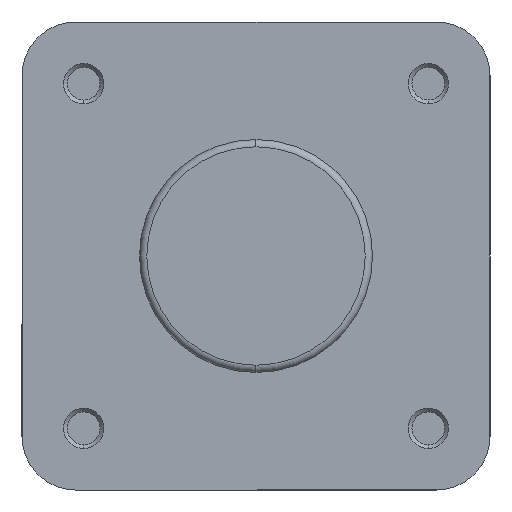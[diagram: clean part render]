
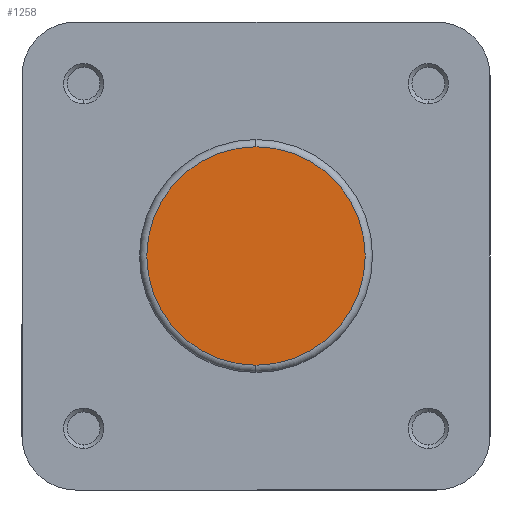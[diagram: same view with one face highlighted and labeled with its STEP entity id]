
A CAD part, left-side view. The second image highlights one B-rep face of the part: STEP entity #1258.
In plain terms, the highlighted planar face has unit normal (-1, 0, 0).
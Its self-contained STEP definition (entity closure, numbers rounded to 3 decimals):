
#280 = PLANE ( 'NONE',  #2474 ) ;
#285 = CARTESIAN_POINT ( 'NONE',  ( 0., 23.9, 0. ) ) ;
#300 = DIRECTION ( 'NONE',  ( 1., 0., 0. ) ) ;
#934 = ORIENTED_EDGE ( 'NONE', *, *, #2308, .T. ) ;
#950 = ORIENTED_EDGE ( 'NONE', *, *, #2246, .T. ) ;
#1258 = ADVANCED_FACE ( 'NONE', ( #3142 ), #280, .F. ) ;
#1417 = VERTEX_POINT ( 'NONE', #4268 ) ;
#1425 = VERTEX_POINT ( 'NONE', #4276 ) ;
#1569 = CIRCLE ( 'NONE', #2725, 22.4 ) ;
#1660 = CIRCLE ( 'NONE', #2761, 22.4 ) ;
#2246 = EDGE_CURVE ( 'NONE', #1417, #1425, #1569, .T. ) ;
#2308 = EDGE_CURVE ( 'NONE', #1425, #1417, #1660, .T. ) ;
#2474 = AXIS2_PLACEMENT_3D ( 'NONE', #285, #300, #5159 ) ;
#2725 = AXIS2_PLACEMENT_3D ( 'NONE', #4690, #4699, #4700 ) ;
#2761 = AXIS2_PLACEMENT_3D ( 'NONE', #4853, #4854, #4855 ) ;
#2929 = EDGE_LOOP ( 'NONE', ( #950, #934 ) ) ;
#3142 = FACE_OUTER_BOUND ( 'NONE', #2929, .T. ) ;
#4268 = CARTESIAN_POINT ( 'NONE',  ( 0., 0., -22.4 ) ) ;
#4276 = CARTESIAN_POINT ( 'NONE',  ( 0., 0., 22.4 ) ) ;
#4690 = CARTESIAN_POINT ( 'NONE',  ( 0., 0., 0. ) ) ;
#4699 = DIRECTION ( 'NONE',  ( -1., 0., 0. ) ) ;
#4700 = DIRECTION ( 'NONE',  ( 0., 0., -1. ) ) ;
#4853 = CARTESIAN_POINT ( 'NONE',  ( 0., 0., 0. ) ) ;
#4854 = DIRECTION ( 'NONE',  ( -1., 0., 0. ) ) ;
#4855 = DIRECTION ( 'NONE',  ( 0., 0., -1. ) ) ;
#5159 = DIRECTION ( 'NONE',  ( 0., 0., -1. ) ) ;
